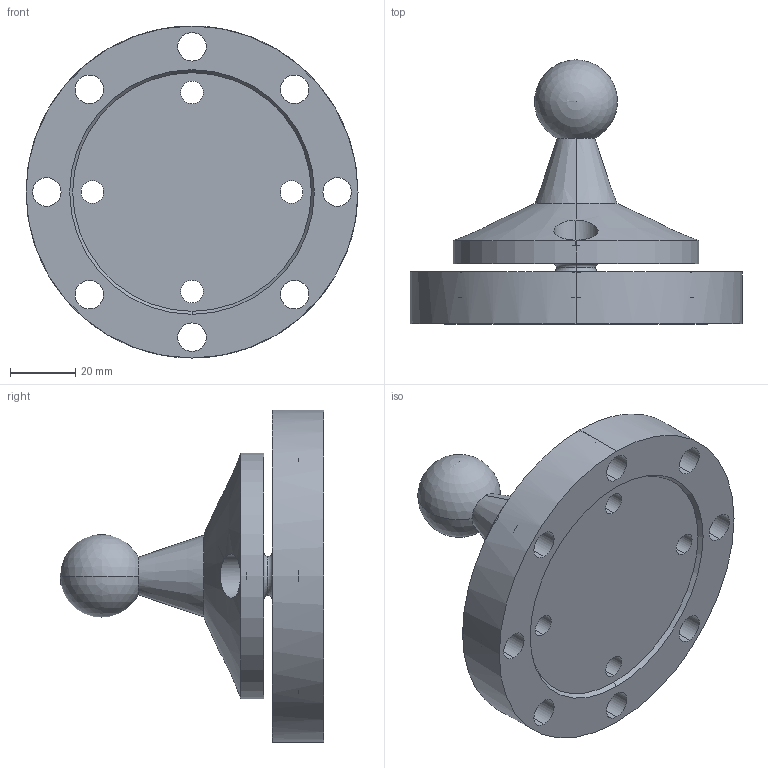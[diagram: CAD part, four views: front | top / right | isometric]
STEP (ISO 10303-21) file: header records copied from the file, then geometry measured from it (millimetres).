
FILE_DESCRIPTION (( 'STEP AP214' ), '1' );
FILE_NAME ('Flange Mounted Authenticator AUT4000.STEP', '2015-09-02T23:56:11', ( '' ), ( '' ), 'SwSTEP 2.0', 'SolidWorks 2014', '' );
FILE_SCHEMA (( 'AUTOMOTIVE_DESIGN' ));
Length unit declared in the file: inch
Products named in the file (1): Flange Mounted Authenticator AUT4000
Bounding box: 101.6 x 80.77 x 101.6 mm (x, y, z)
Volume: 175583.6 mm3; surface area: 39774.3 mm2
Topology: 1 solids, 1 shells, 112 faces, 275 edges, 168 vertices
Faces by surface type: cylinder 60, cone 30, plane 16, torus 4, sphere 2
Entity records: 3856 total; most frequent: CARTESIAN_POINT 908, DIRECTION 658, ORIENTED_EDGE 540, AXIS2_PLACEMENT_3D 283, EDGE_CURVE 270, CIRCLE 170, VERTEX_POINT 165, EDGE_LOOP 149
